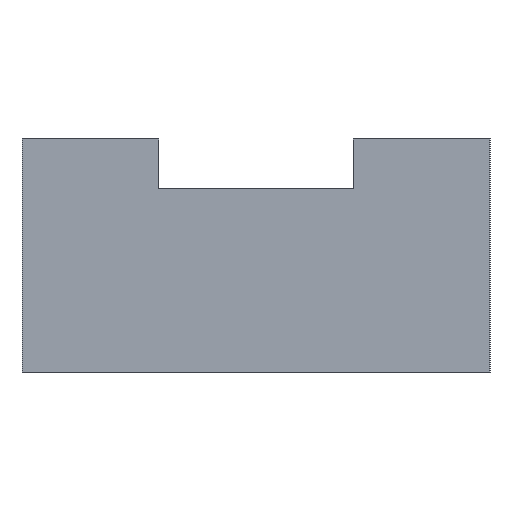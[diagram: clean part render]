
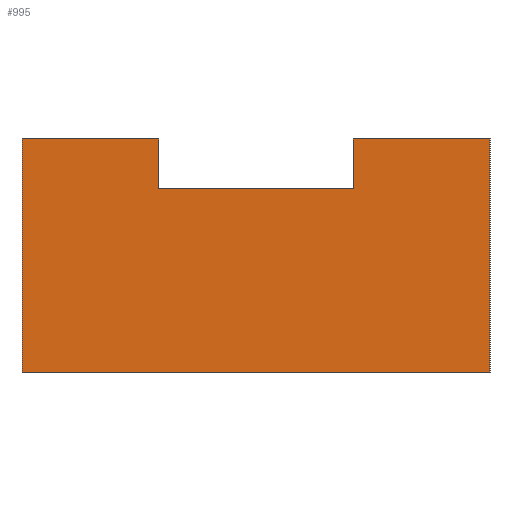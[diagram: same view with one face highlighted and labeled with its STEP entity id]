
A CAD part, left-side view. The second image highlights one B-rep face of the part: STEP entity #995.
In plain terms, the highlighted planar face has unit normal (-1, 0, 0).
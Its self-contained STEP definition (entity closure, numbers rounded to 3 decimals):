
#613=CARTESIAN_POINT('',(-32.5,-1.25,5.0));
#614=VERTEX_POINT('',#613);
#615=CARTESIAN_POINT('',(-32.5,-1.25,1.8));
#616=VERTEX_POINT('',#615);
#617=CARTESIAN_POINT('',(-32.5,-1.25,5.0));
#618=DIRECTION('',(0.0,0.0,-1.0));
#619=VECTOR('',#618,3.2);
#620=LINE('',#617,#619);
#621=EDGE_CURVE('',#614,#616,#620,.T.);
#653=CARTESIAN_POINT('',(-32.5,11.25,1.8));
#654=VERTEX_POINT('',#653);
#655=CARTESIAN_POINT('',(-32.5,-1.25,1.8));
#656=DIRECTION('',(0.0,1.0,0.0));
#657=VECTOR('',#656,12.5);
#658=LINE('',#655,#657);
#659=EDGE_CURVE('',#616,#654,#658,.T.);
#704=CARTESIAN_POINT('',(-32.5,11.25,5.0));
#705=VERTEX_POINT('',#704);
#706=CARTESIAN_POINT('',(-32.5,11.25,1.8));
#707=DIRECTION('',(0.0,0.0,1.0));
#708=VECTOR('',#707,3.2);
#709=LINE('',#706,#708);
#710=EDGE_CURVE('',#654,#705,#709,.T.);
#785=CARTESIAN_POINT('',(-32.5,-10.0,5.0));
#786=VERTEX_POINT('',#785);
#787=CARTESIAN_POINT('',(-32.5,-10.0,5.0));
#788=DIRECTION('',(0.0,1.0,0.0));
#789=VECTOR('',#788,8.75);
#790=LINE('',#787,#789);
#791=EDGE_CURVE('',#786,#614,#790,.T.);
#920=CARTESIAN_POINT('',(-32.5,20.0,5.0));
#921=VERTEX_POINT('',#920);
#929=CARTESIAN_POINT('',(-32.5,20.0,-10.0));
#930=VERTEX_POINT('',#929);
#937=CARTESIAN_POINT('',(-32.5,20.0,-10.0));
#938=DIRECTION('',(0.0,0.0,1.0));
#939=VECTOR('',#938,15.0);
#940=LINE('',#937,#939);
#941=EDGE_CURVE('',#930,#921,#940,.T.);
#952=CARTESIAN_POINT('',(-32.5,-10.0,-10.0));
#953=VERTEX_POINT('',#952);
#954=CARTESIAN_POINT('',(-32.5,-10.0,-10.0));
#955=DIRECTION('',(0.0,0.0,1.0));
#956=VECTOR('',#955,15.0);
#957=LINE('',#954,#956);
#958=EDGE_CURVE('',#953,#786,#957,.T.);
#970=CARTESIAN_POINT('',(-32.5,-10.0,-10.0));
#971=DIRECTION('',(-1.0,0.0,0.0));
#972=DIRECTION('',(0.0,0.0,1.0));
#973=AXIS2_PLACEMENT_3D('',#970,#971,#972);
#974=PLANE('',#973);
#975=ORIENTED_EDGE('',*,*,#710,.T.);
#976=CARTESIAN_POINT('',(-32.5,11.25,5.0));
#977=DIRECTION('',(0.0,1.0,0.0));
#978=VECTOR('',#977,8.75);
#979=LINE('',#976,#978);
#980=EDGE_CURVE('',#705,#921,#979,.T.);
#981=ORIENTED_EDGE('',*,*,#980,.T.);
#982=ORIENTED_EDGE('',*,*,#941,.F.);
#983=CARTESIAN_POINT('',(-32.5,20.0,-10.0));
#984=DIRECTION('',(0.0,-1.0,0.0));
#985=VECTOR('',#984,30.0);
#986=LINE('',#983,#985);
#987=EDGE_CURVE('',#930,#953,#986,.T.);
#988=ORIENTED_EDGE('',*,*,#987,.T.);
#989=ORIENTED_EDGE('',*,*,#958,.T.);
#990=ORIENTED_EDGE('',*,*,#791,.T.);
#991=ORIENTED_EDGE('',*,*,#621,.T.);
#992=ORIENTED_EDGE('',*,*,#659,.T.);
#993=EDGE_LOOP('',(#975,#981,#982,#988,#989,#990,#991,#992));
#994=FACE_OUTER_BOUND('',#993,.T.);
#995=ADVANCED_FACE('',(#994),#974,.T.);
